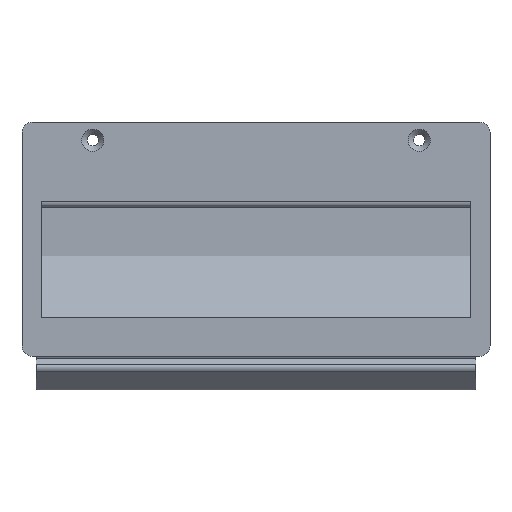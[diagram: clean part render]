
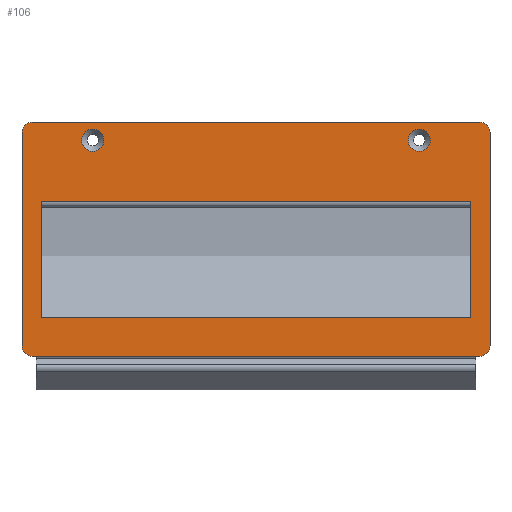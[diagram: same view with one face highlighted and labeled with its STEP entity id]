
A CAD part, top view. The second image highlights one B-rep face of the part: STEP entity #106.
In plain terms, the highlighted planar face has unit normal (0, 0, 1).
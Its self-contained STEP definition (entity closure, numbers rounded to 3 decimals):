
#106 = ADVANCED_FACE( '', ( #261, #262, #263, #264 ), #265, .F. );
#261 = FACE_BOUND( '', #474, .T. );
#262 = FACE_BOUND( '', #475, .T. );
#263 = FACE_OUTER_BOUND( '', #476, .T. );
#264 = FACE_BOUND( '', #477, .T. );
#265 = PLANE( '', #478 );
#474 = EDGE_LOOP( '', ( #724 ) );
#475 = EDGE_LOOP( '', ( #725 ) );
#476 = EDGE_LOOP( '', ( #726, #727, #728, #729, #730, #731, #732, #733 ) );
#477 = EDGE_LOOP( '', ( #734, #735, #736, #737 ) );
#478 = AXIS2_PLACEMENT_3D( '', #738, #739, #740 );
#724 = ORIENTED_EDGE( '', *, *, #1296, .T. );
#725 = ORIENTED_EDGE( '', *, *, #1297, .T. );
#726 = ORIENTED_EDGE( '', *, *, #1298, .F. );
#727 = ORIENTED_EDGE( '', *, *, #1299, .T. );
#728 = ORIENTED_EDGE( '', *, *, #1300, .T. );
#729 = ORIENTED_EDGE( '', *, *, #1301, .T. );
#730 = ORIENTED_EDGE( '', *, *, #1302, .T. );
#731 = ORIENTED_EDGE( '', *, *, #1291, .T. );
#732 = ORIENTED_EDGE( '', *, *, #1303, .T. );
#733 = ORIENTED_EDGE( '', *, *, #1286, .T. );
#734 = ORIENTED_EDGE( '', *, *, #1304, .T. );
#735 = ORIENTED_EDGE( '', *, *, #1305, .T. );
#736 = ORIENTED_EDGE( '', *, *, #1306, .F. );
#737 = ORIENTED_EDGE( '', *, *, #1307, .T. );
#738 = CARTESIAN_POINT( '', ( 167., 28., 22.5 ) );
#739 = DIRECTION( '', ( 0., 0., -1. ) );
#740 = DIRECTION( '', ( -1., 0., 0. ) );
#1286 = EDGE_CURVE( '', #1547, #1548, #1549, .T. );
#1291 = EDGE_CURVE( '', #1556, #1557, #1558, .T. );
#1296 = EDGE_CURVE( '', #1565, #1565, #1566, .T. );
#1297 = EDGE_CURVE( '', #1567, #1567, #1568, .T. );
#1298 = EDGE_CURVE( '', #1569, #1548, #1570, .T. );
#1299 = EDGE_CURVE( '', #1569, #1571, #1572, .T. );
#1300 = EDGE_CURVE( '', #1571, #1573, #1574, .T. );
#1301 = EDGE_CURVE( '', #1573, #1575, #1576, .T. );
#1302 = EDGE_CURVE( '', #1575, #1556, #1577, .T. );
#1303 = EDGE_CURVE( '', #1557, #1547, #1578, .T. );
#1304 = EDGE_CURVE( '', #1579, #1580, #1581, .T. );
#1305 = EDGE_CURVE( '', #1580, #1582, #1583, .T. );
#1306 = EDGE_CURVE( '', #1584, #1582, #1585, .T. );
#1307 = EDGE_CURVE( '', #1584, #1579, #1586, .T. );
#1547 = VERTEX_POINT( '', #1920 );
#1548 = VERTEX_POINT( '', #1921 );
#1549 = CIRCLE( '', #1922, 4. );
#1556 = VERTEX_POINT( '', #1931 );
#1557 = VERTEX_POINT( '', #1932 );
#1558 = CIRCLE( '', #1933, 4. );
#1565 = VERTEX_POINT( '', #1942 );
#1566 = CIRCLE( '', #1943, 4.3 );
#1567 = VERTEX_POINT( '', #1944 );
#1568 = CIRCLE( '', #1945, 4.3 );
#1569 = VERTEX_POINT( '', #1946 );
#1570 = LINE( '', #1947, #1948 );
#1571 = VERTEX_POINT( '', #1949 );
#1572 = CIRCLE( '', #1950, 4. );
#1573 = VERTEX_POINT( '', #1951 );
#1574 = LINE( '', #1952, #1953 );
#1575 = VERTEX_POINT( '', #1954 );
#1576 = CIRCLE( '', #1955, 4. );
#1577 = LINE( '', #1956, #1957 );
#1578 = LINE( '', #1958, #1959 );
#1579 = VERTEX_POINT( '', #1960 );
#1580 = VERTEX_POINT( '', #1961 );
#1581 = LINE( '', #1962, #1963 );
#1582 = VERTEX_POINT( '', #1964 );
#1583 = LINE( '', #1965, #1966 );
#1584 = VERTEX_POINT( '', #1967 );
#1585 = LINE( '', #1968, #1969 );
#1586 = LINE( '', #1970, #1971 );
#1920 = CARTESIAN_POINT( '', ( -7.5, 17., 22.5 ) );
#1921 = CARTESIAN_POINT( '', ( -3.5, 13., 22.5 ) );
#1922 = AXIS2_PLACEMENT_3D( '', #2364, #2365, #2366 );
#1931 = CARTESIAN_POINT( '', ( -3.5, 104., 22.5 ) );
#1932 = CARTESIAN_POINT( '', ( -7.5, 100., 22.5 ) );
#1933 = AXIS2_PLACEMENT_3D( '', #2372, #2373, #2374 );
#1942 = CARTESIAN_POINT( '', ( 142.7, 97., 22.5 ) );
#1943 = AXIS2_PLACEMENT_3D( '', #2380, #2381, #2382 );
#1944 = CARTESIAN_POINT( '', ( 15.7, 97., 22.5 ) );
#1945 = AXIS2_PLACEMENT_3D( '', #2383, #2384, #2385 );
#1946 = CARTESIAN_POINT( '', ( 170.5, 13., 22.5 ) );
#1947 = CARTESIAN_POINT( '', ( 167., 13., 22.5 ) );
#1948 = VECTOR( '', #2386, 1000. );
#1949 = CARTESIAN_POINT( '', ( 174.5, 17., 22.5 ) );
#1950 = AXIS2_PLACEMENT_3D( '', #2387, #2388, #2389 );
#1951 = CARTESIAN_POINT( '', ( 174.5, 100., 22.5 ) );
#1952 = CARTESIAN_POINT( '', ( 174.5, 17., 22.5 ) );
#1953 = VECTOR( '', #2390, 1000. );
#1954 = CARTESIAN_POINT( '', ( 170.5, 104., 22.5 ) );
#1955 = AXIS2_PLACEMENT_3D( '', #2391, #2392, #2393 );
#1956 = CARTESIAN_POINT( '', ( 167., 104., 22.5 ) );
#1957 = VECTOR( '', #2394, 1000. );
#1958 = CARTESIAN_POINT( '', ( -7.5, 100., 22.5 ) );
#1959 = VECTOR( '', #2395, 1000. );
#1960 = CARTESIAN_POINT( '', ( 167., 28., 22.5 ) );
#1961 = CARTESIAN_POINT( '', ( 0., 28., 22.5 ) );
#1962 = CARTESIAN_POINT( '', ( 167., 28., 22.5 ) );
#1963 = VECTOR( '', #2396, 1000. );
#1964 = CARTESIAN_POINT( '', ( 0., 73., 22.5 ) );
#1965 = CARTESIAN_POINT( '', ( 0., 13., 22.5 ) );
#1966 = VECTOR( '', #2397, 1000. );
#1967 = CARTESIAN_POINT( '', ( 167., 73., 22.5 ) );
#1968 = CARTESIAN_POINT( '', ( 167., 73., 22.5 ) );
#1969 = VECTOR( '', #2398, 1000. );
#1970 = CARTESIAN_POINT( '', ( 167., 104., 22.5 ) );
#1971 = VECTOR( '', #2399, 1000. );
#2364 = CARTESIAN_POINT( '', ( -3.5, 17., 22.5 ) );
#2365 = DIRECTION( '', ( 0., 0., 1. ) );
#2366 = DIRECTION( '', ( 1., 0., 0. ) );
#2372 = CARTESIAN_POINT( '', ( -3.5, 100., 22.5 ) );
#2373 = DIRECTION( '', ( 0., 0., 1. ) );
#2374 = DIRECTION( '', ( 1., 0., 0. ) );
#2380 = CARTESIAN_POINT( '', ( 147., 97., 22.5 ) );
#2381 = DIRECTION( '', ( 0., 0., -1. ) );
#2382 = DIRECTION( '', ( -1., 0., 0. ) );
#2383 = CARTESIAN_POINT( '', ( 20., 97., 22.5 ) );
#2384 = DIRECTION( '', ( 0., 0., -1. ) );
#2385 = DIRECTION( '', ( -1., 0., 0. ) );
#2386 = DIRECTION( '', ( -1., 0., 0. ) );
#2387 = CARTESIAN_POINT( '', ( 170.5, 17., 22.5 ) );
#2388 = DIRECTION( '', ( 0., 0., 1. ) );
#2389 = DIRECTION( '', ( 1., 0., 0. ) );
#2390 = DIRECTION( '', ( 0., 1., 0. ) );
#2391 = CARTESIAN_POINT( '', ( 170.5, 100., 22.5 ) );
#2392 = DIRECTION( '', ( 0., 0., 1. ) );
#2393 = DIRECTION( '', ( 1., 0., 0. ) );
#2394 = DIRECTION( '', ( -1., 0., 0. ) );
#2395 = DIRECTION( '', ( 0., -1., 0. ) );
#2396 = DIRECTION( '', ( -1., 0., 0. ) );
#2397 = DIRECTION( '', ( 0., 1., 0. ) );
#2398 = DIRECTION( '', ( -1., 0., 0. ) );
#2399 = DIRECTION( '', ( 0., -1., 0. ) );
